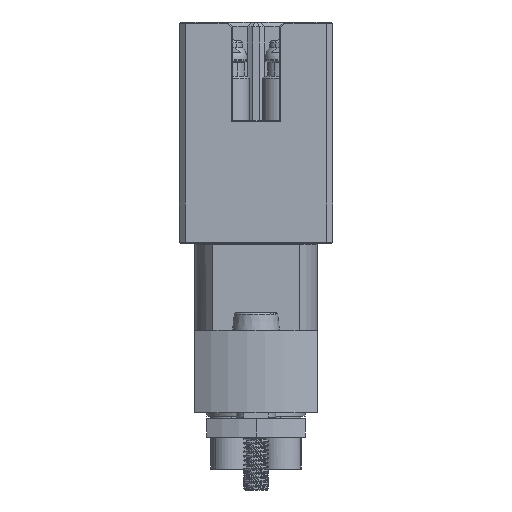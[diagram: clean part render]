
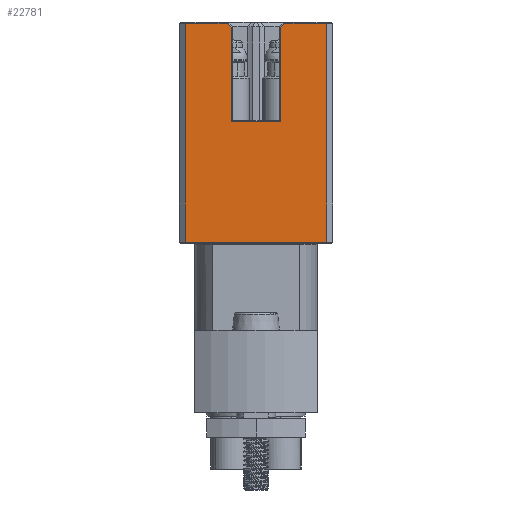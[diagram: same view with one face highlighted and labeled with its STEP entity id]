
A CAD part, left-side view. The second image highlights one B-rep face of the part: STEP entity #22781.
In plain terms, the highlighted planar face has unit normal (-1, 0, 0).
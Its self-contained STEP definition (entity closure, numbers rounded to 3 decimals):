
#376 = VERTEX_POINT ( 'NONE', #8089 ) ;
#400 = VERTEX_POINT ( 'NONE', #17021 ) ;
#540 = CARTESIAN_POINT ( 'NONE',  ( -4.5, 1.9, 25.65 ) ) ;
#2107 = EDGE_CURVE ( 'NONE', #13413, #14039, #17950, .T. ) ;
#2125 = LINE ( 'NONE', #26197, #20570 ) ;
#2682 = CARTESIAN_POINT ( 'NONE',  ( -4.5, 2., 25.65 ) ) ;
#3052 = LINE ( 'NONE', #11281, #28255 ) ;
#3345 = EDGE_CURVE ( 'NONE', #14039, #19030, #10758, .T. ) ;
#3350 = FACE_OUTER_BOUND ( 'NONE', #7321, .T. ) ;
#3477 = ORIENTED_EDGE ( 'NONE', *, *, #13636, .T. ) ;
#3675 = ORIENTED_EDGE ( 'NONE', *, *, #16424, .T. ) ;
#3710 = ORIENTED_EDGE ( 'NONE', *, *, #10683, .T. ) ;
#4055 = ORIENTED_EDGE ( 'NONE', *, *, #5685, .T. ) ;
#4112 = EDGE_CURVE ( 'NONE', #10516, #9302, #2125, .T. ) ;
#4217 = LINE ( 'NONE', #10600, #13251 ) ;
#4302 = VECTOR ( 'NONE', #5351, 1000. ) ;
#5207 = LINE ( 'NONE', #16293, #4302 ) ;
#5351 = DIRECTION ( 'NONE',  ( 0., 0., 1. ) ) ;
#5510 = DIRECTION ( 'NONE',  ( 1., 0., 0. ) ) ;
#5633 = EDGE_CURVE ( 'NONE', #376, #25589, #4217, .T. ) ;
#5685 = EDGE_CURVE ( 'NONE', #23903, #376, #12732, .T. ) ;
#5967 = CARTESIAN_POINT ( 'NONE',  ( -4.5, -5.75, 15.85 ) ) ;
#6268 = DIRECTION ( 'NONE',  ( 0., 0., -1. ) ) ;
#6402 = ORIENTED_EDGE ( 'NONE', *, *, #21178, .T. ) ;
#7019 = DIRECTION ( 'NONE',  ( 0., 0., -1. ) ) ;
#7321 = EDGE_LOOP ( 'NONE', ( #12218, #3477, #7355, #27419, #3675, #13948, #9361, #3710, #6402, #4055 ) ) ;
#7355 = ORIENTED_EDGE ( 'NONE', *, *, #4112, .T. ) ;
#7533 = CARTESIAN_POINT ( 'NONE',  ( -4.5, -6.25, 33.75 ) ) ;
#8089 = CARTESIAN_POINT ( 'NONE',  ( -4.5, 5.75, 33.65 ) ) ;
#8560 = CARTESIAN_POINT ( 'NONE',  ( -4.5, -6.25, 33.65 ) ) ;
#8708 = DIRECTION ( 'NONE',  ( 0., 1., 0. ) ) ;
#8965 = VECTOR ( 'NONE', #7019, 1000. ) ;
#9261 = DIRECTION ( 'NONE',  ( 0., 1., 0. ) ) ;
#9302 = VERTEX_POINT ( 'NONE', #15453 ) ;
#9361 = ORIENTED_EDGE ( 'NONE', *, *, #3345, .T. ) ;
#9648 = VECTOR ( 'NONE', #14664, 1000. ) ;
#10516 = VERTEX_POINT ( 'NONE', #5967 ) ;
#10600 = CARTESIAN_POINT ( 'NONE',  ( -4.5, 5.75, 33.75 ) ) ;
#10683 = EDGE_CURVE ( 'NONE', #19030, #19239, #5207, .T. ) ;
#10758 = LINE ( 'NONE', #540, #19389 ) ;
#11281 = CARTESIAN_POINT ( 'NONE',  ( -4.5, -1.971, 33.279 ) ) ;
#11989 = CARTESIAN_POINT ( 'NONE',  ( -4.5, 2.341, 33.65 ) ) ;
#12218 = ORIENTED_EDGE ( 'NONE', *, *, #5633, .T. ) ;
#12331 = CARTESIAN_POINT ( 'NONE',  ( -4.5, -2., 25.65 ) ) ;
#12732 = LINE ( 'NONE', #25744, #23333 ) ;
#13251 = VECTOR ( 'NONE', #6268, 1000. ) ;
#13304 = AXIS2_PLACEMENT_3D ( 'NONE', #7533, #5510, #23017 ) ;
#13392 = CARTESIAN_POINT ( 'NONE',  ( -4.5, 2., 33.309 ) ) ;
#13413 = VERTEX_POINT ( 'NONE', #23752 ) ;
#13636 = EDGE_CURVE ( 'NONE', #25589, #10516, #25969, .T. ) ;
#13948 = ORIENTED_EDGE ( 'NONE', *, *, #2107, .T. ) ;
#14039 = VERTEX_POINT ( 'NONE', #12331 ) ;
#14664 = DIRECTION ( 'NONE',  ( 0., -1., 0. ) ) ;
#15405 = DIRECTION ( 'NONE',  ( 0., 0.707, 0.707 ) ) ;
#15453 = CARTESIAN_POINT ( 'NONE',  ( -4.5, -5.75, 33.65 ) ) ;
#16293 = CARTESIAN_POINT ( 'NONE',  ( -4.5, 2., 33.75 ) ) ;
#16424 = EDGE_CURVE ( 'NONE', #400, #13413, #3052, .T. ) ;
#17021 = CARTESIAN_POINT ( 'NONE',  ( -4.5, -2.341, 33.65 ) ) ;
#17950 = LINE ( 'NONE', #26630, #8965 ) ;
#18013 = CARTESIAN_POINT ( 'NONE',  ( -4.5, 2.371, 33.679 ) ) ;
#19030 = VERTEX_POINT ( 'NONE', #2682 ) ;
#19239 = VERTEX_POINT ( 'NONE', #13392 ) ;
#19389 = VECTOR ( 'NONE', #9261, 1000. ) ;
#19580 = CARTESIAN_POINT ( 'NONE',  ( -4.5, -5.75, 15.85 ) ) ;
#19673 = DIRECTION ( 'NONE',  ( 0., 0., 1. ) ) ;
#20570 = VECTOR ( 'NONE', #19673, 1000. ) ;
#21178 = EDGE_CURVE ( 'NONE', #19239, #23903, #23842, .T. ) ;
#22581 = PLANE ( 'NONE',  #13304 ) ;
#22701 = CARTESIAN_POINT ( 'NONE',  ( -4.5, 5.75, 15.85 ) ) ;
#22781 = ADVANCED_FACE ( 'NONE', ( #3350 ), #22581, .F. ) ;
#23017 = DIRECTION ( 'NONE',  ( 0., 1., 0. ) ) ;
#23333 = VECTOR ( 'NONE', #23731, 1000. ) ;
#23659 = EDGE_CURVE ( 'NONE', #9302, #400, #24288, .T. ) ;
#23731 = DIRECTION ( 'NONE',  ( 0., 1., 0. ) ) ;
#23752 = CARTESIAN_POINT ( 'NONE',  ( -4.5, -2., 33.309 ) ) ;
#23842 = LINE ( 'NONE', #18013, #23885 ) ;
#23885 = VECTOR ( 'NONE', #15405, 1000. ) ;
#23903 = VERTEX_POINT ( 'NONE', #11989 ) ;
#24288 = LINE ( 'NONE', #8560, #25500 ) ;
#24710 = DIRECTION ( 'NONE',  ( 0., 0.707, -0.707 ) ) ;
#25500 = VECTOR ( 'NONE', #8708, 1000. ) ;
#25589 = VERTEX_POINT ( 'NONE', #22701 ) ;
#25744 = CARTESIAN_POINT ( 'NONE',  ( -4.5, -6.25, 33.65 ) ) ;
#25969 = LINE ( 'NONE', #19580, #9648 ) ;
#26197 = CARTESIAN_POINT ( 'NONE',  ( -4.5, -5.75, 33.75 ) ) ;
#26630 = CARTESIAN_POINT ( 'NONE',  ( -4.5, -2., 33.75 ) ) ;
#27419 = ORIENTED_EDGE ( 'NONE', *, *, #23659, .T. ) ;
#28255 = VECTOR ( 'NONE', #24710, 1000. ) ;
